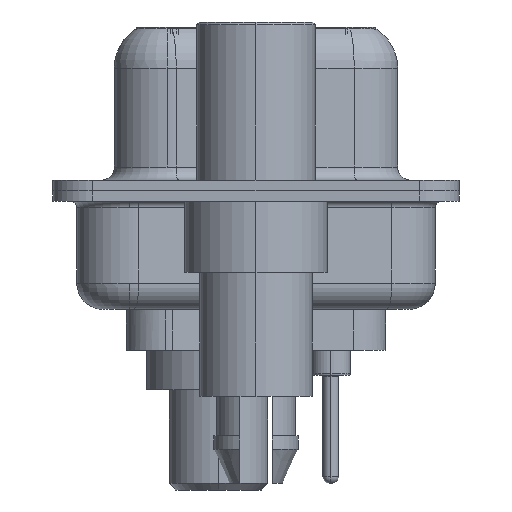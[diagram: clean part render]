
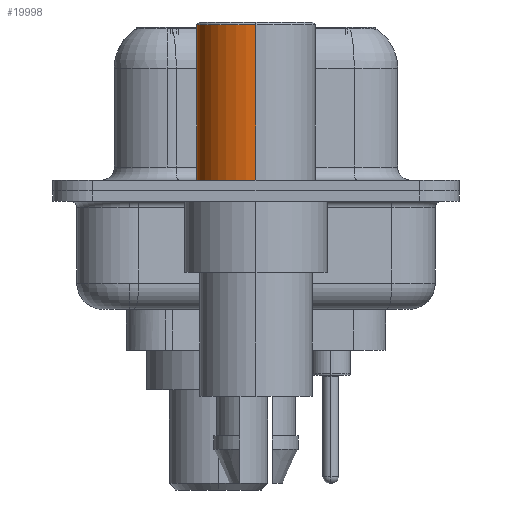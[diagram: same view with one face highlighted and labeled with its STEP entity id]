
A CAD part, left-side view. The second image highlights one B-rep face of the part: STEP entity #19998.
In plain terms, the highlighted cylindrical face has radius 2.25 mm (diameter 4.5 mm), a partial arc.
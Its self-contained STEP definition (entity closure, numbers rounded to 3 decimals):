
#1699 = VERTEX_POINT ( 'NONE', #24759 ) ;
#3948 = EDGE_CURVE ( 'NONE', #1699, #20652, #24136, .T. ) ;
#4193 = EDGE_CURVE ( 'NONE', #17229, #20652, #8992, .T. ) ;
#6349 = CARTESIAN_POINT ( 'NONE',  ( 0., 0., 0.581 ) ) ;
#7679 = CARTESIAN_POINT ( 'NONE',  ( 0., 0., 0.4 ) ) ;
#7722 = CARTESIAN_POINT ( 'NONE',  ( -2.25, 0., 0.4 ) ) ;
#7847 = EDGE_LOOP ( 'NONE', ( #15519, #26106, #21558, #15334 ) ) ;
#8992 = LINE ( 'NONE', #10576, #28662 ) ;
#9330 = CARTESIAN_POINT ( 'NONE',  ( 0., 0., 6.3 ) ) ;
#10195 = DIRECTION ( 'NONE',  ( 0., 0., 1. ) ) ;
#10576 = CARTESIAN_POINT ( 'NONE',  ( -2.25, 0., 0.581 ) ) ;
#14256 = DIRECTION ( 'NONE',  ( 1., 0., 0. ) ) ;
#14498 = AXIS2_PLACEMENT_3D ( 'NONE', #7679, #10195, #20729 ) ;
#15166 = DIRECTION ( 'NONE',  ( 1., 0., 0. ) ) ;
#15334 = ORIENTED_EDGE ( 'NONE', *, *, #33429, .F. ) ;
#15347 = CARTESIAN_POINT ( 'NONE',  ( -2.25, 0., 6.3 ) ) ;
#15519 = ORIENTED_EDGE ( 'NONE', *, *, #15588, .T. ) ;
#15588 = EDGE_CURVE ( 'NONE', #32002, #17229, #29556, .T. ) ;
#15866 = FACE_OUTER_BOUND ( 'NONE', #7847, .T. ) ;
#17229 = VERTEX_POINT ( 'NONE', #7722 ) ;
#19648 = DIRECTION ( 'NONE',  ( 0., 0., 1. ) ) ;
#19998 = ADVANCED_FACE ( 'NONE', ( #15866 ), #23218, .T. ) ;
#20652 = VERTEX_POINT ( 'NONE', #15347 ) ;
#20729 = DIRECTION ( 'NONE',  ( 1., 0., 0. ) ) ;
#21443 = DIRECTION ( 'NONE',  ( 0., 0., 1. ) ) ;
#21558 = ORIENTED_EDGE ( 'NONE', *, *, #3948, .F. ) ;
#23218 = CYLINDRICAL_SURFACE ( 'NONE', #30410, 2.25 ) ;
#24136 = CIRCLE ( 'NONE', #25065, 2.25 ) ;
#24475 = CARTESIAN_POINT ( 'NONE',  ( 2.25, 0., 0.4 ) ) ;
#24587 = DIRECTION ( 'NONE',  ( 0., 0., 1. ) ) ;
#24759 = CARTESIAN_POINT ( 'NONE',  ( 2.25, 0., 6.3 ) ) ;
#24807 = CARTESIAN_POINT ( 'NONE',  ( 2.25, 0., 0.581 ) ) ;
#25065 = AXIS2_PLACEMENT_3D ( 'NONE', #9330, #24587, #15166 ) ;
#26106 = ORIENTED_EDGE ( 'NONE', *, *, #4193, .T. ) ;
#28662 = VECTOR ( 'NONE', #21443, 1000. ) ;
#29556 = CIRCLE ( 'NONE', #14498, 2.25 ) ;
#29988 = DIRECTION ( 'NONE',  ( 0., 0., 1. ) ) ;
#30410 = AXIS2_PLACEMENT_3D ( 'NONE', #6349, #29988, #14256 ) ;
#31051 = VECTOR ( 'NONE', #19648, 1000. ) ;
#32002 = VERTEX_POINT ( 'NONE', #24475 ) ;
#33429 = EDGE_CURVE ( 'NONE', #32002, #1699, #33545, .T. ) ;
#33545 = LINE ( 'NONE', #24807, #31051 ) ;
